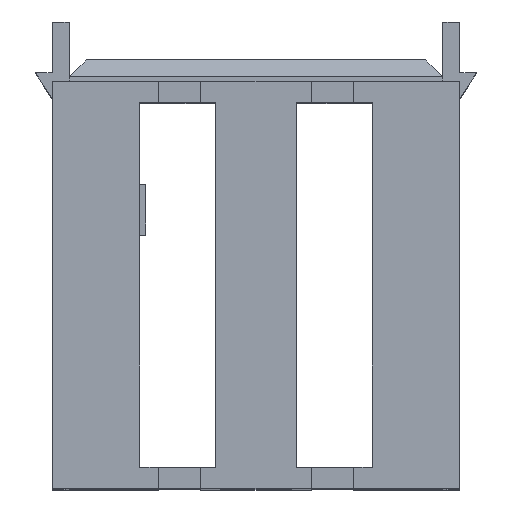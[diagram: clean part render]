
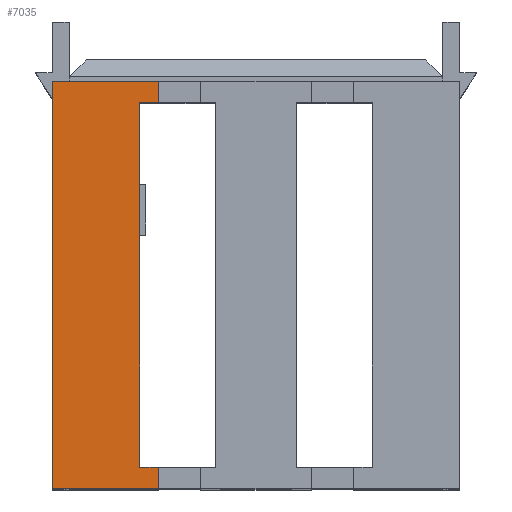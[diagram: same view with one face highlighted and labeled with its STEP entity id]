
A CAD part, top view. The second image highlights one B-rep face of the part: STEP entity #7035.
In plain terms, the highlighted planar face has unit normal (0, 0, 1).
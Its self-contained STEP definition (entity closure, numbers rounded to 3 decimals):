
#196=FACE_OUTER_BOUND('',#566,.T.);
#566=EDGE_LOOP('',(#5352,#5353,#5354,#5355,#5356,#5357,#5358,#5359));
#952=LINE('',#9650,#1964);
#1074=LINE('',#9895,#2086);
#1220=LINE('',#10182,#2232);
#1335=LINE('',#10401,#2347);
#1373=LINE('',#10471,#2385);
#1374=LINE('',#10473,#2386);
#1375=LINE('',#10475,#2387);
#1376=LINE('',#10476,#2388);
#1964=VECTOR('',#7855,10.);
#2086=VECTOR('',#8021,10.);
#2232=VECTOR('',#8171,10.);
#2347=VECTOR('',#8330,10.);
#2385=VECTOR('',#8424,10.);
#2386=VECTOR('',#8425,10.);
#2387=VECTOR('',#8426,10.);
#2388=VECTOR('',#8427,10.);
#2958=VERTEX_POINT('',#9647);
#2959=VERTEX_POINT('',#9649);
#3059=VERTEX_POINT('',#9892);
#3060=VERTEX_POINT('',#9894);
#3198=VERTEX_POINT('',#10179);
#3199=VERTEX_POINT('',#10181);
#3286=VERTEX_POINT('',#10472);
#3287=VERTEX_POINT('',#10474);
#3651=EDGE_CURVE('',#2959,#2958,#952,.T.);
#3773=EDGE_CURVE('',#3060,#3059,#1074,.T.);
#3919=EDGE_CURVE('',#3198,#3199,#1220,.T.);
#4034=EDGE_CURVE('',#3059,#3199,#1335,.F.);
#4072=EDGE_CURVE('',#3060,#2958,#1373,.T.);
#4073=EDGE_CURVE('',#3198,#3286,#1374,.T.);
#4074=EDGE_CURVE('',#3287,#3286,#1375,.T.);
#4075=EDGE_CURVE('',#3287,#2959,#1376,.T.);
#5352=ORIENTED_EDGE('',*,*,#3651,.T.);
#5353=ORIENTED_EDGE('',*,*,#4072,.F.);
#5354=ORIENTED_EDGE('',*,*,#3773,.T.);
#5355=ORIENTED_EDGE('',*,*,#4034,.T.);
#5356=ORIENTED_EDGE('',*,*,#3919,.F.);
#5357=ORIENTED_EDGE('',*,*,#4073,.T.);
#5358=ORIENTED_EDGE('',*,*,#4074,.F.);
#5359=ORIENTED_EDGE('',*,*,#4075,.T.);
#6696=PLANE('',#7400);
#7035=ADVANCED_FACE('',(#196),#6696,.T.);
#7400=AXIS2_PLACEMENT_3D('',#10470,#8422,#8423);
#7855=DIRECTION('',(-1.,0.,0.));
#8021=DIRECTION('',(1.,0.,0.));
#8171=DIRECTION('',(1.,0.,0.));
#8330=DIRECTION('',(0.,-1.,0.));
#8422=DIRECTION('center_axis',(0.,0.,1.));
#8423=DIRECTION('ref_axis',(1.,0.,0.));
#8424=DIRECTION('',(0.,1.,0.));
#8425=DIRECTION('',(0.,1.,0.));
#8426=DIRECTION('',(-1.,0.,0.));
#8427=DIRECTION('',(0.,1.,0.));
#9647=CARTESIAN_POINT('',(-24.,0.,78.));
#9649=CARTESIAN_POINT('',(-11.5,0.,78.));
#9650=CARTESIAN_POINT('',(-12.,0.,78.));
#9892=CARTESIAN_POINT('',(-11.5,-48.,78.));
#9894=CARTESIAN_POINT('',(-24.,-48.,78.));
#9895=CARTESIAN_POINT('',(-24.,-48.,78.));
#10179=CARTESIAN_POINT('',(-13.722,-45.5,78.));
#10181=CARTESIAN_POINT('',(-11.5,-45.5,78.));
#10182=CARTESIAN_POINT('',(-24.,-45.5,78.));
#10401=CARTESIAN_POINT('',(-11.5,-35.25,78.));
#10470=CARTESIAN_POINT('Origin',(-24.,-22.5,78.));
#10471=CARTESIAN_POINT('',(-24.,-22.5,78.));
#10472=CARTESIAN_POINT('',(-13.722,-2.5,78.));
#10473=CARTESIAN_POINT('',(-13.722,-45.5,78.));
#10474=CARTESIAN_POINT('',(-11.5,-2.5,78.));
#10475=CARTESIAN_POINT('',(-12.,-2.5,78.));
#10476=CARTESIAN_POINT('',(-11.5,-48.,78.));
